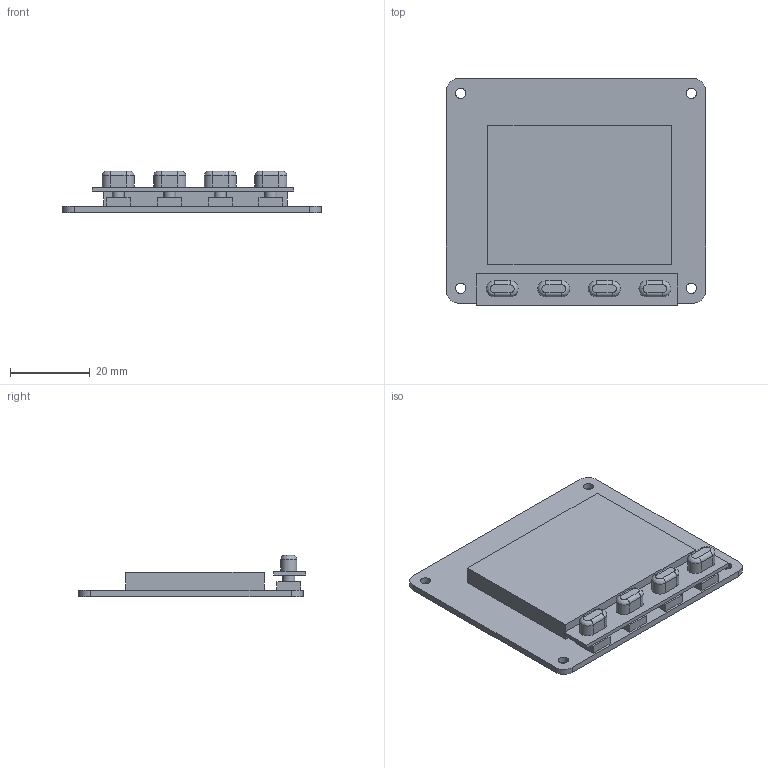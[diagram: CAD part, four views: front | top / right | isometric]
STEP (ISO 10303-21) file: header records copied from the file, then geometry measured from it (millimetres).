
FILE_DESCRIPTION(/* description */ (''),/* implementation_level */ '2;1');
FILE_NAME(/* name */ '2315 PiTFT 2.2.step',/* time_stamp */ '2018-07-07T15:44:15-04:00',/* author */ ('Adafruit'),/* organization */ (''),/* preprocessor_version */ 'ST-DEVELOPER v17',/* originating_system */ 'Autodesk Translation Framework v7.1.0.215',/* authorisation */ '');
FILE_SCHEMA (('AUTOMOTIVE_DESIGN { 1 0 10303 214 3 1 1 }'));
Length unit declared in the file: millimetre
Products named in the file (1): PiTFT 2.2
Bounding box: 65.02 x 57 x 10.4 mm (x, y, z)
Volume: 14225.6 mm3; surface area: 9923 mm2
Topology: 2 solids, 2 shells, 89 faces, 200 edges, 128 vertices
Faces by surface type: plane 53, cylinder 28, bspline 8
Full cylindrical faces by diameter (mm): 2.6 x4, 3 x4
Entity records: 2598 total; most frequent: CARTESIAN_POINT 530, DIRECTION 428, ORIENTED_EDGE 400, EDGE_CURVE 200, AXIS2_PLACEMENT_3D 146, LINE 136, VECTOR 136, VERTEX_POINT 128
